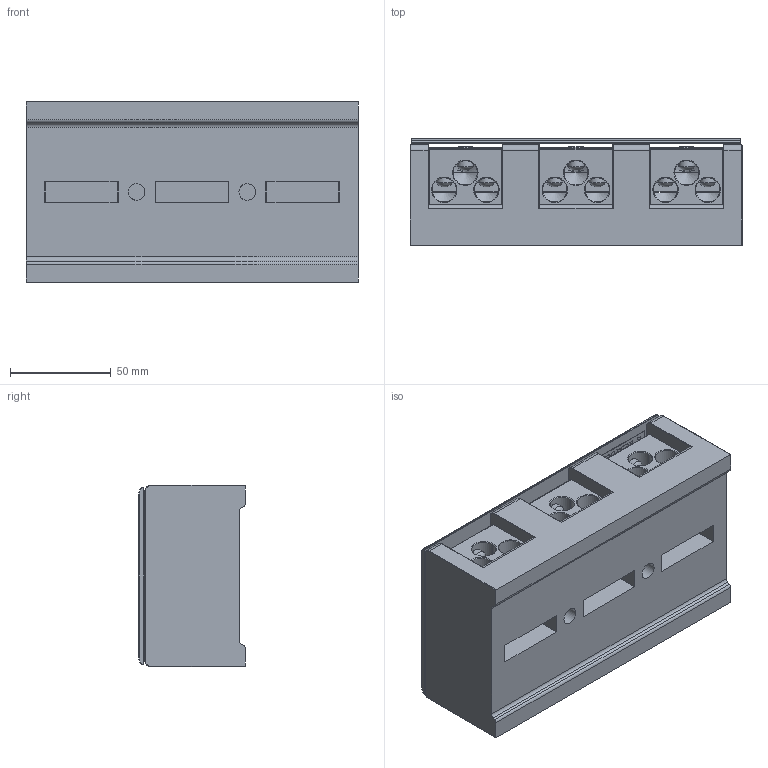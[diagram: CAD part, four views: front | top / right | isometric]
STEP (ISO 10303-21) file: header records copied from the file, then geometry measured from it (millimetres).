
FILE_DESCRIPTION((''),'2;1');
FILE_NAME('5YB574823','2023-08-05T',('Administrator'),(''),'PRO/ENGINEER BY PARAMETRIC TECHNOLOGY CORPORATION, 2013230','PRO/ENGINEER BY PARAMETRIC TECHNOLOGY CORPORATION, 2013230','');
FILE_SCHEMA(('CONFIG_CONTROL_DESIGN'));
Products named in the file (1): 5YB574823
Bounding box: 165 x 53 x 90 mm (x, y, z)
Volume: 516365.6 mm3; surface area: 148090.2 mm2
Topology: 1 solids, 40 shells, 2157 faces, 5797 edges, 3748 vertices
Faces by surface type: plane 1615, cylinder 350, cone 102, torus 60, sphere 30
Entity records: 82117 total; most frequent: CARTESIAN_POINT 13574, ORIENTED_EDGE 11474, DIRECTION 10618, EDGE_CURVE 5737, VECTOR 4628, LINE 4628, VERTEX_POINT 3748, AXIS2_PLACEMENT_3D 2995
